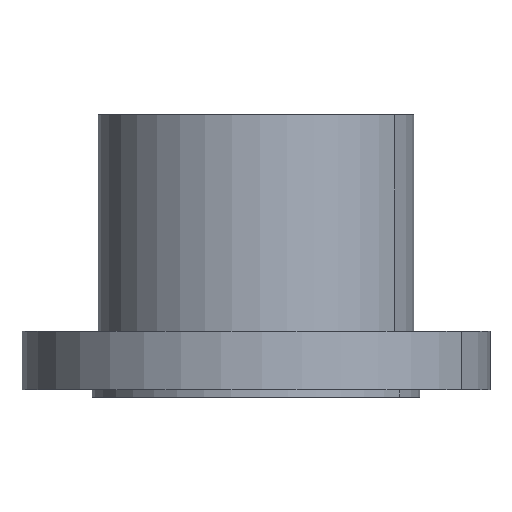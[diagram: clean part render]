
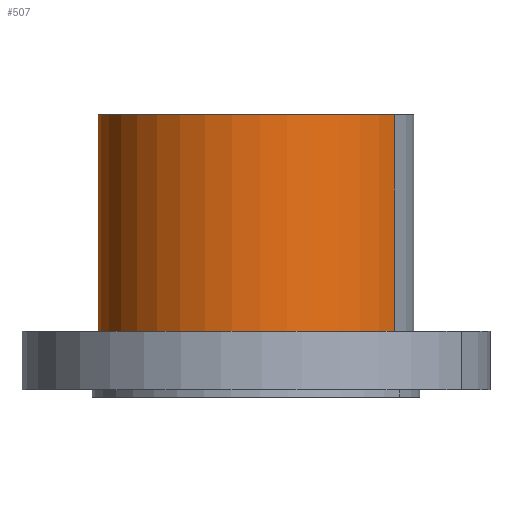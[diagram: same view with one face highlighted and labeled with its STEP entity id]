
A CAD part, left-side view. The second image highlights one B-rep face of the part: STEP entity #507.
In plain terms, the highlighted cylindrical face has radius 171.45 mm (diameter 342.9 mm), a partial arc.
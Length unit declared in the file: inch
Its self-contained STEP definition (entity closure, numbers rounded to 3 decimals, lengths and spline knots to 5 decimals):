
#454=AXIS2_PLACEMENT_3D('Cylinder Axis2P3D',#451,#452,#453) ;
#493=AXIS2_PLACEMENT_3D('Circle Axis2P3D',#491,#492,$) ;
#498=AXIS2_PLACEMENT_3D('Circle Axis2P3D',#496,#497,$) ;
#451=CARTESIAN_POINT('Axis2P3D Location',(0.,0.,5.7185)) ;
#460=CARTESIAN_POINT('Vertex',(3.23612,5.92368,2.5)) ;
#462=CARTESIAN_POINT('Vertex',(-3.23612,-5.92368,2.5)) ;
#465=CARTESIAN_POINT('Line Origine',(3.23612,5.92368,7.125)) ;
#469=CARTESIAN_POINT('Vertex',(3.23612,5.92368,11.75)) ;
#476=CARTESIAN_POINT('Vertex',(-3.23612,-5.92368,11.75)) ;
#479=CARTESIAN_POINT('Line Origine',(-3.23612,-5.92368,7.125)) ;
#491=CARTESIAN_POINT('Axis2P3D Location',(0.,0.,2.5)) ;
#496=CARTESIAN_POINT('Axis2P3D Location',(0.,0.,11.75)) ;
#452=DIRECTION('Axis2P3D Direction',(0.,0.,-0.039)) ;
#453=DIRECTION('Axis2P3D XDirection',(-0.019,-0.035,0.)) ;
#466=DIRECTION('Vector Direction',(0.,0.,-0.039)) ;
#480=DIRECTION('Vector Direction',(0.,0.,-0.039)) ;
#492=DIRECTION('Axis2P3D Direction',(0.,0.,-0.039)) ;
#497=DIRECTION('Axis2P3D Direction',(0.,0.,-0.039)) ;
#467=VECTOR('Line Direction',#466,0.03937) ;
#481=VECTOR('Line Direction',#480,0.03937) ;
#502=ORIENTED_EDGE('',*,*,#495,.F.) ;
#503=ORIENTED_EDGE('',*,*,#483,.T.) ;
#504=ORIENTED_EDGE('',*,*,#500,.T.) ;
#505=ORIENTED_EDGE('',*,*,#471,.F.) ;
#507=ADVANCED_FACE('PartBody',(#506),#455,.T.) ;
#494=CIRCLE('generated circle',#493,6.75) ;
#499=CIRCLE('generated circle',#498,6.75) ;
#455=CYLINDRICAL_SURFACE('generated cylinder',#454,6.75) ;
#471=EDGE_CURVE('',#461,#470,#468,.F.) ;
#483=EDGE_CURVE('',#463,#477,#482,.F.) ;
#495=EDGE_CURVE('',#463,#461,#494,.T.) ;
#500=EDGE_CURVE('',#477,#470,#499,.T.) ;
#501=EDGE_LOOP('',(#502,#503,#504,#505)) ;
#506=FACE_OUTER_BOUND('',#501,.T.) ;
#468=LINE('Line',#465,#467) ;
#482=LINE('Line',#479,#481) ;
#461=VERTEX_POINT('',#460) ;
#463=VERTEX_POINT('',#462) ;
#470=VERTEX_POINT('',#469) ;
#477=VERTEX_POINT('',#476) ;
